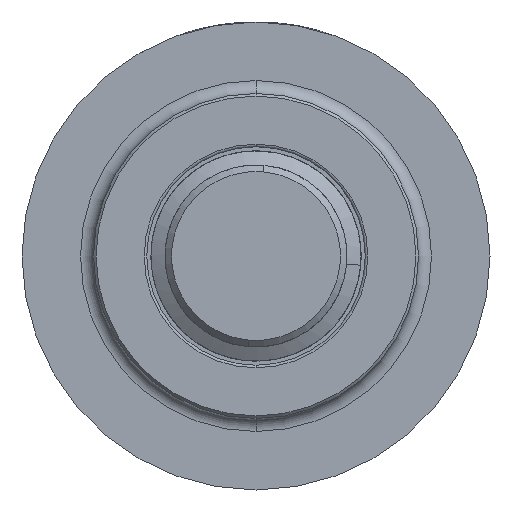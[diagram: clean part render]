
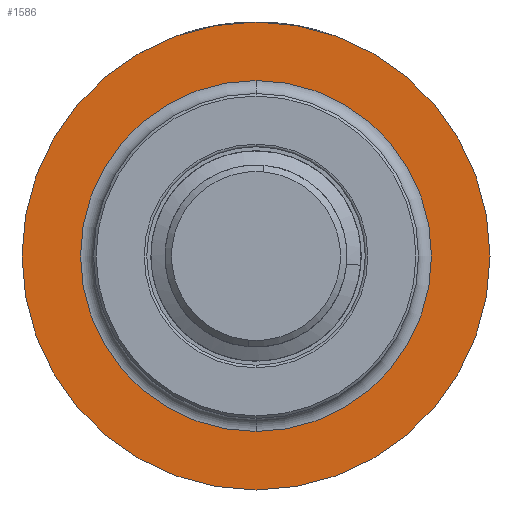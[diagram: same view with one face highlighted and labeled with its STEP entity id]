
A CAD part, front view. The second image highlights one B-rep face of the part: STEP entity #1586.
In plain terms, the highlighted planar face has unit normal (0, -1, 0).
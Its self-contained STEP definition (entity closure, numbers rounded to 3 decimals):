
#3 = CARTESIAN_POINT ( 'NONE',  ( 0., 4.42, 18. ) ) ;
#239 = VERTEX_POINT ( 'NONE', #5867 ) ;
#264 = CIRCLE ( 'NONE', #7837, 18. ) ;
#292 = DIRECTION ( 'NONE',  ( 0., -1., 0. ) ) ;
#539 = CIRCLE ( 'NONE', #959, 18. ) ;
#959 = AXIS2_PLACEMENT_3D ( 'NONE', #7648, #6600, #4079 ) ;
#1008 = CARTESIAN_POINT ( 'NONE',  ( 0., 4.42, 0. ) ) ;
#1088 = VERTEX_POINT ( 'NONE', #6117 ) ;
#1576 = DIRECTION ( 'NONE',  ( 0., 0., -1. ) ) ;
#1586 = ADVANCED_FACE ( 'NONE', ( #3822, #4045 ), #4199, .T. ) ;
#1628 = DIRECTION ( 'NONE',  ( 0., 0., -1. ) ) ;
#2256 = AXIS2_PLACEMENT_3D ( 'NONE', #2870, #7909, #1576 ) ;
#2310 = DIRECTION ( 'NONE',  ( 0., -1., 0. ) ) ;
#2870 = CARTESIAN_POINT ( 'NONE',  ( 0., 4.42, 0. ) ) ;
#3385 = VERTEX_POINT ( 'NONE', #3 ) ;
#3463 = ORIENTED_EDGE ( 'NONE', *, *, #8068, .T. ) ;
#3725 = ORIENTED_EDGE ( 'NONE', *, *, #5957, .F. ) ;
#3822 = FACE_OUTER_BOUND ( 'NONE', #6542, .T. ) ;
#4045 = FACE_BOUND ( 'NONE', #7908, .T. ) ;
#4079 = DIRECTION ( 'NONE',  ( 0., 0., -1. ) ) ;
#4199 = PLANE ( 'NONE',  #4626 ) ;
#4626 = AXIS2_PLACEMENT_3D ( 'NONE', #4742, #292, #1628 ) ;
#4637 = CIRCLE ( 'NONE', #2256, 13.5 ) ;
#4709 = AXIS2_PLACEMENT_3D ( 'NONE', #6123, #2310, #6168 ) ;
#4742 = CARTESIAN_POINT ( 'NONE',  ( 13.5, 4.42, 0. ) ) ;
#4887 = ORIENTED_EDGE ( 'NONE', *, *, #5056, .T. ) ;
#5056 = EDGE_CURVE ( 'NONE', #1088, #3385, #264, .T. ) ;
#5170 = VERTEX_POINT ( 'NONE', #7372 ) ;
#5867 = CARTESIAN_POINT ( 'NONE',  ( 0., 4.42, -13.5 ) ) ;
#5957 = EDGE_CURVE ( 'NONE', #239, #5170, #6093, .T. ) ;
#6026 = DIRECTION ( 'NONE',  ( 0., 0., -1. ) ) ;
#6093 = CIRCLE ( 'NONE', #4709, 13.5 ) ;
#6117 = CARTESIAN_POINT ( 'NONE',  ( 0., 4.42, -18. ) ) ;
#6123 = CARTESIAN_POINT ( 'NONE',  ( 0., 4.42, 0. ) ) ;
#6168 = DIRECTION ( 'NONE',  ( 0., 0., -1. ) ) ;
#6542 = EDGE_LOOP ( 'NONE', ( #4887, #3463 ) ) ;
#6600 = DIRECTION ( 'NONE',  ( 0., -1., 0. ) ) ;
#7154 = EDGE_CURVE ( 'NONE', #5170, #239, #4637, .T. ) ;
#7372 = CARTESIAN_POINT ( 'NONE',  ( 0., 4.42, 13.5 ) ) ;
#7648 = CARTESIAN_POINT ( 'NONE',  ( 0., 4.42, 0. ) ) ;
#7837 = AXIS2_PLACEMENT_3D ( 'NONE', #1008, #7999, #6026 ) ;
#7908 = EDGE_LOOP ( 'NONE', ( #3725, #8109 ) ) ;
#7909 = DIRECTION ( 'NONE',  ( 0., -1., 0. ) ) ;
#7999 = DIRECTION ( 'NONE',  ( 0., -1., 0. ) ) ;
#8068 = EDGE_CURVE ( 'NONE', #3385, #1088, #539, .T. ) ;
#8109 = ORIENTED_EDGE ( 'NONE', *, *, #7154, .F. ) ;
